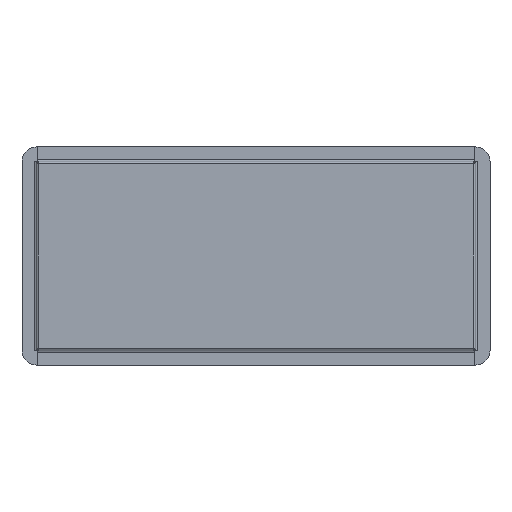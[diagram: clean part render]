
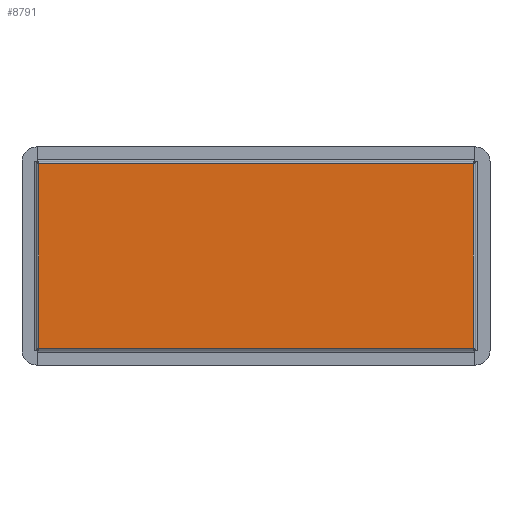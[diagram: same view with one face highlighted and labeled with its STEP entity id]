
A CAD part, front view. The second image highlights one B-rep face of the part: STEP entity #8791.
In plain terms, the highlighted planar face has unit normal (0, -1, 0).
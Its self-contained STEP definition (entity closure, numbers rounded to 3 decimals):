
#850 = LINE ( 'NONE', #4577, #12289 ) ;
#1407 = EDGE_CURVE ( 'NONE', #2897, #5823, #12021, .T. ) ;
#1591 = CARTESIAN_POINT ( 'NONE',  ( 214.765, -11.936, 83.322 ) ) ;
#1681 = VECTOR ( 'NONE', #9624, 1000. ) ;
#2897 = VERTEX_POINT ( 'NONE', #9266 ) ;
#3612 = EDGE_CURVE ( 'NONE', #6908, #9971, #11839, .T. ) ;
#3671 = CARTESIAN_POINT ( 'NONE',  ( -12.028, -11.936, -12.678 ) ) ;
#4141 = ORIENTED_EDGE ( 'NONE', *, *, #8631, .F. ) ;
#4561 = DIRECTION ( 'NONE',  ( 0., 0., 1. ) ) ;
#4577 = CARTESIAN_POINT ( 'NONE',  ( -238.028, -11.936, -12.678 ) ) ;
#4684 = ORIENTED_EDGE ( 'NONE', *, *, #3612, .T. ) ;
#5465 = ORIENTED_EDGE ( 'NONE', *, *, #7995, .T. ) ;
#5630 = DIRECTION ( 'NONE',  ( 0., 0., 1. ) ) ;
#5762 = DIRECTION ( 'NONE',  ( 0., 0., -1. ) ) ;
#5823 = VERTEX_POINT ( 'NONE', #10250 ) ;
#5965 = VECTOR ( 'NONE', #10099, 1000. ) ;
#6015 = ORIENTED_EDGE ( 'NONE', *, *, #1407, .F. ) ;
#6075 = FACE_OUTER_BOUND ( 'NONE', #11542, .T. ) ;
#6908 = VERTEX_POINT ( 'NONE', #11508 ) ;
#7147 = CARTESIAN_POINT ( 'NONE',  ( 214.765, -11.936, -108.678 ) ) ;
#7520 = LINE ( 'NONE', #9563, #7669 ) ;
#7669 = VECTOR ( 'NONE', #4561, 1000. ) ;
#7995 = EDGE_CURVE ( 'NONE', #2897, #6908, #7520, .T. ) ;
#8030 = CARTESIAN_POINT ( 'NONE',  ( -238.028, -11.936, 83.322 ) ) ;
#8631 = EDGE_CURVE ( 'NONE', #5823, #9971, #850, .T. ) ;
#8791 = ADVANCED_FACE ( 'NONE', ( #6075 ), #10911, .T. ) ;
#9266 = CARTESIAN_POINT ( 'NONE',  ( 213.972, -11.936, -108.678 ) ) ;
#9563 = CARTESIAN_POINT ( 'NONE',  ( 213.972, -11.936, -12.678 ) ) ;
#9624 = DIRECTION ( 'NONE',  ( -1., 0., 0. ) ) ;
#9940 = AXIS2_PLACEMENT_3D ( 'NONE', #3671, #10861, #5762 ) ;
#9971 = VERTEX_POINT ( 'NONE', #8030 ) ;
#10099 = DIRECTION ( 'NONE',  ( -1., 0., 0. ) ) ;
#10250 = CARTESIAN_POINT ( 'NONE',  ( -238.028, -11.936, -108.678 ) ) ;
#10861 = DIRECTION ( 'NONE',  ( 0., -1., 0. ) ) ;
#10911 = PLANE ( 'NONE',  #9940 ) ;
#11508 = CARTESIAN_POINT ( 'NONE',  ( 213.972, -11.936, 83.322 ) ) ;
#11542 = EDGE_LOOP ( 'NONE', ( #4684, #4141, #6015, #5465 ) ) ;
#11839 = LINE ( 'NONE', #1591, #1681 ) ;
#12021 = LINE ( 'NONE', #7147, #5965 ) ;
#12289 = VECTOR ( 'NONE', #5630, 1000. ) ;
